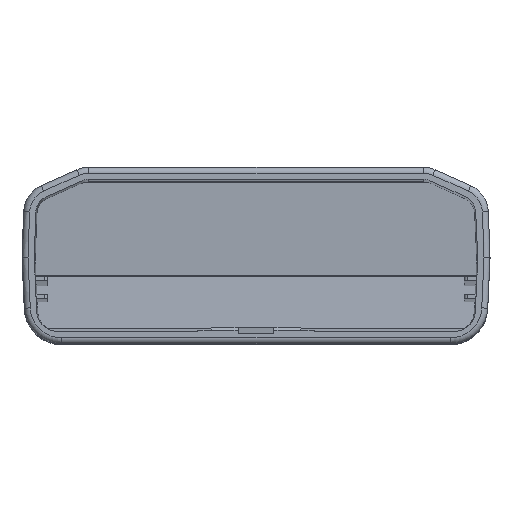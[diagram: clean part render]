
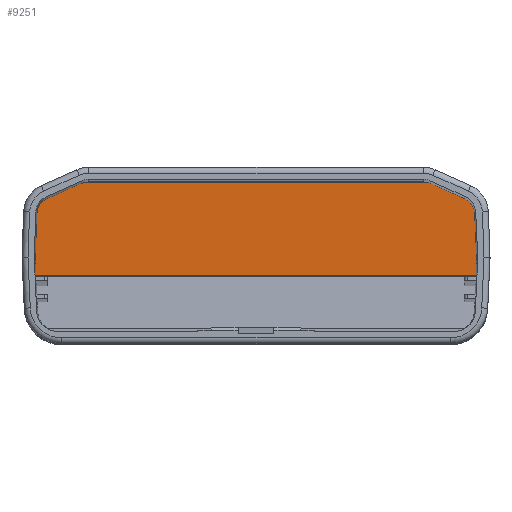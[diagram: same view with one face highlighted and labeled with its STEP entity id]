
A CAD part, top view. The second image highlights one B-rep face of the part: STEP entity #9251.
In plain terms, the highlighted planar face has unit normal (0, -0.048, 0.999).
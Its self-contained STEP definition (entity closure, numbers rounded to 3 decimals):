
#3119=DIRECTION('',(1.,0.,0.));
#3120=VECTOR('',#3119,73.742);
#3121=CARTESIAN_POINT('',(2.354,11.6,-100.05));
#3122=LINE('',#3121,#3120);
#3163=DIRECTION('',(-0.045,0.998,0.048));
#3164=VECTOR('',#3163,2.807);
#3165=CARTESIAN_POINT('',(2.354,11.6,-100.05));
#3166=LINE('',#3165,#3164);
#3167=DIRECTION('',(0.035,0.998,0.048));
#3168=VECTOR('',#3167,7.658);
#3169=CARTESIAN_POINT('',(2.227,14.401,-99.915));
#3170=LINE('',#3169,#3168);
#3171=CARTESIAN_POINT('',(2.493,22.045,-99.548));
#3172=CARTESIAN_POINT('',(2.513,22.623,-99.52));
#3173=CARTESIAN_POINT('',(2.87,23.564,-99.475));
#3174=CARTESIAN_POINT('',(3.609,24.248,-99.442));
#3175=CARTESIAN_POINT('',(4.137,24.484,-99.431));
#3177=DIRECTION('',(0.913,0.407,0.02));
#3178=VECTOR('',#3177,6.669);
#3179=CARTESIAN_POINT('',(4.137,24.484,-99.431));
#3180=LINE('',#3179,#3178);
#3181=DIRECTION('',(0.913,-0.407,-0.02));
#3182=VECTOR('',#3181,6.579);
#3183=CARTESIAN_POINT('',(68.221,27.196,-99.3));
#3184=LINE('',#3183,#3182);
#3185=CARTESIAN_POINT('',(74.231,24.52,-99.429));
#3186=CARTESIAN_POINT('',(74.753,24.288,-99.44));
#3187=CARTESIAN_POINT('',(75.488,23.613,-99.472));
#3188=CARTESIAN_POINT('',(75.848,22.681,-99.517));
#3189=CARTESIAN_POINT('',(75.874,22.111,-99.545));
#3191=DIRECTION('',(0.045,-0.998,-0.048));
#3192=VECTOR('',#3191,7.728);
#3193=CARTESIAN_POINT('',(75.874,22.111,-99.545));
#3194=LINE('',#3193,#3192);
#3195=DIRECTION('',(-0.045,-0.998,-0.048));
#3196=VECTOR('',#3195,2.806);
#3197=CARTESIAN_POINT('',(76.223,14.4,-99.915));
#3198=LINE('',#3197,#3196);
#3215=CARTESIAN_POINT('',(10.229,27.196,-99.3));
#3216=CARTESIAN_POINT('',(10.232,27.197,-99.3));
#3217=CARTESIAN_POINT('',(10.235,27.199,-99.3));
#3218=CARTESIAN_POINT('',(10.238,27.2,-99.3));
#3241=CARTESIAN_POINT('',(68.212,27.2,-99.3));
#3242=CARTESIAN_POINT('',(68.215,27.199,-99.3));
#3243=CARTESIAN_POINT('',(68.218,27.197,-99.3));
#3244=CARTESIAN_POINT('',(68.221,27.196,-99.3));
#3250=DIRECTION('',(1.,0.,0.));
#3251=VECTOR('',#3250,57.974);
#3252=CARTESIAN_POINT('',(10.238,27.2,-99.3));
#3253=LINE('',#3252,#3251);
#3586=CARTESIAN_POINT('',(2.227,14.401,-99.915));
#3587=CARTESIAN_POINT('',(2.493,22.045,-99.548));
#3588=VERTEX_POINT('',#3586);
#3589=VERTEX_POINT('',#3587);
#3590=VERTEX_POINT('',#3175);
#3591=CARTESIAN_POINT('',(2.354,11.6,-100.05));
#3592=VERTEX_POINT('',#3591);
#3593=CARTESIAN_POINT('',(10.229,27.196,-99.3));
#3594=VERTEX_POINT('',#3593);
#3627=VERTEX_POINT('',#3185);
#3628=VERTEX_POINT('',#3189);
#3629=CARTESIAN_POINT('',(76.223,14.4,-99.915));
#3630=VERTEX_POINT('',#3629);
#3631=CARTESIAN_POINT('',(10.238,27.2,-99.3));
#3632=CARTESIAN_POINT('',(68.212,27.2,-99.3));
#3633=VERTEX_POINT('',#3631);
#3634=VERTEX_POINT('',#3632);
#3635=VERTEX_POINT('',#3244);
#3636=CARTESIAN_POINT('',(76.096,11.6,-100.05));
#3637=VERTEX_POINT('',#3636);
#9223=CARTESIAN_POINT('',(39.225,19.4,-99.675));
#9224=DIRECTION('',(0.,-0.048,0.999));
#9225=DIRECTION('',(-1.,0.,0.));
#9226=AXIS2_PLACEMENT_3D('',#9223,#9224,#9225);
#9227=PLANE('',#9226);
#9228=ORIENTED_EDGE('',*,*,#8847,.T.);
#9230=ORIENTED_EDGE('',*,*,#9229,.T.);
#9232=ORIENTED_EDGE('',*,*,#9231,.T.);
#9234=ORIENTED_EDGE('',*,*,#9233,.T.);
#9236=ORIENTED_EDGE('',*,*,#9235,.T.);
#9238=ORIENTED_EDGE('',*,*,#9237,.T.);
#9240=ORIENTED_EDGE('',*,*,#9239,.T.);
#9242=ORIENTED_EDGE('',*,*,#9241,.T.);
#9244=ORIENTED_EDGE('',*,*,#9243,.T.);
#9246=ORIENTED_EDGE('',*,*,#9245,.T.);
#9247=ORIENTED_EDGE('',*,*,#8978,.T.);
#9248=ORIENTED_EDGE('',*,*,#9160,.F.);
#9249=EDGE_LOOP('',(#9228,#9230,#9232,#9234,#9236,#9238,#9240,#9242,#9244,#9246,
#9247,#9248));
#9250=FACE_OUTER_BOUND('',#9249,.F.);
#9251=ADVANCED_FACE('',(#9250),#9227,.T.);
#3176=B_SPLINE_CURVE_WITH_KNOTS('',3,(#3171,#3172,#3173,#3174,#3175),
.UNSPECIFIED.,.F.,.F.,(4,1,4),(0.,0.5,1.),.UNSPECIFIED.);
#3190=B_SPLINE_CURVE_WITH_KNOTS('',3,(#3185,#3186,#3187,#3188,#3189),
.UNSPECIFIED.,.F.,.F.,(4,1,4),(0.,0.5,1.),.UNSPECIFIED.);
#3219=B_SPLINE_CURVE_WITH_KNOTS('',3,(#3215,#3216,#3217,#3218),.UNSPECIFIED.,
.F.,.F.,(4,4),(0.,1.),.UNSPECIFIED.);
#3245=B_SPLINE_CURVE_WITH_KNOTS('',3,(#3241,#3242,#3243,#3244),.UNSPECIFIED.,
.F.,.F.,(4,4),(0.,1.),.UNSPECIFIED.);
#8847=EDGE_CURVE('',#3592,#3588,#3166,.T.);
#8978=EDGE_CURVE('',#3630,#3637,#3198,.T.);
#9160=EDGE_CURVE('',#3592,#3637,#3122,.T.);
#9229=EDGE_CURVE('',#3588,#3589,#3170,.T.);
#9231=EDGE_CURVE('',#3589,#3590,#3176,.T.);
#9233=EDGE_CURVE('',#3590,#3594,#3180,.T.);
#9235=EDGE_CURVE('',#3594,#3633,#3219,.T.);
#9237=EDGE_CURVE('',#3633,#3634,#3253,.T.);
#9239=EDGE_CURVE('',#3634,#3635,#3245,.T.);
#9241=EDGE_CURVE('',#3635,#3627,#3184,.T.);
#9243=EDGE_CURVE('',#3627,#3628,#3190,.T.);
#9245=EDGE_CURVE('',#3628,#3630,#3194,.T.);
